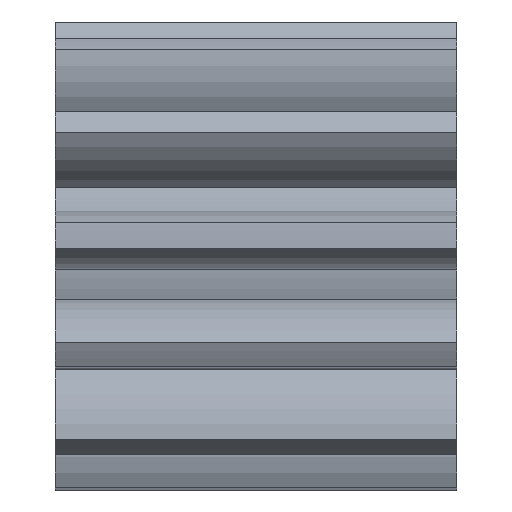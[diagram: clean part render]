
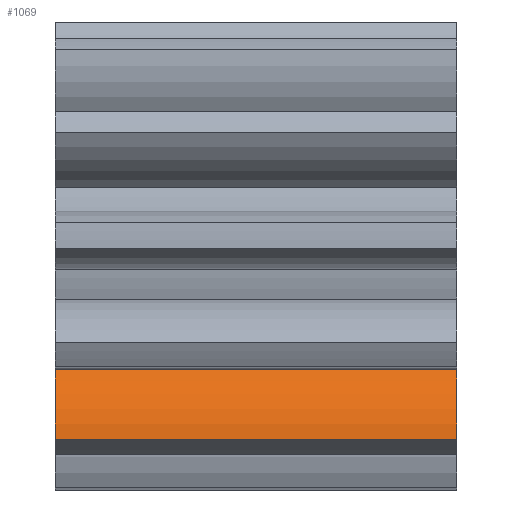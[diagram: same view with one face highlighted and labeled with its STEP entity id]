
A CAD part, left-side view. The second image highlights one B-rep face of the part: STEP entity #1069.
In plain terms, the highlighted cylindrical face has radius 3 mm (diameter 6 mm), a partial arc.
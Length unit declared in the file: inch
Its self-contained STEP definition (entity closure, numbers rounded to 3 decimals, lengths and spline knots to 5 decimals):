
#51=FACE_OUTER_BOUND('',#109,.T.);
#109=EDGE_LOOP('',(#765,#766,#767,#768));
#172=LINE('',#1850,#236);
#173=LINE('',#1856,#237);
#236=VECTOR('',#1480,0.5);
#237=VECTOR('',#1487,0.5);
#325=CIRCLE('',#1204,0.11811);
#326=CIRCLE('',#1205,0.11811);
#435=VERTEX_POINT('',#1847);
#436=VERTEX_POINT('',#1849);
#437=VERTEX_POINT('',#1853);
#438=VERTEX_POINT('',#1855);
#571=EDGE_CURVE('',#436,#435,#172,.T.);
#573=EDGE_CURVE('',#435,#437,#325,.T.);
#574=EDGE_CURVE('',#438,#437,#173,.T.);
#575=EDGE_CURVE('',#436,#438,#326,.T.);
#765=ORIENTED_EDGE('',*,*,#573,.T.);
#766=ORIENTED_EDGE('',*,*,#574,.F.);
#767=ORIENTED_EDGE('',*,*,#575,.F.);
#768=ORIENTED_EDGE('',*,*,#571,.T.);
#1017=CYLINDRICAL_SURFACE('',#1203,0.11811);
#1069=ADVANCED_FACE('',(#51),#1017,.T.);
#1203=AXIS2_PLACEMENT_3D('',#1852,#1483,#1484);
#1204=AXIS2_PLACEMENT_3D('',#1854,#1485,#1486);
#1205=AXIS2_PLACEMENT_3D('',#1857,#1488,#1489);
#1480=DIRECTION('',(0.,-1.,0.));
#1483=DIRECTION('center_axis',(0.,-1.,0.));
#1484=DIRECTION('ref_axis',(0.,0.,-1.));
#1485=DIRECTION('center_axis',(0.,1.,0.));
#1486=DIRECTION('ref_axis',(0.,0.,1.));
#1487=DIRECTION('',(0.,-1.,0.));
#1488=DIRECTION('center_axis',(0.,1.,0.));
#1489=DIRECTION('ref_axis',(0.,0.,1.));
#1847=CARTESIAN_POINT('',(-0.18029,-0.25,-0.22905));
#1849=CARTESIAN_POINT('',(-0.18029,0.25,-0.22905));
#1850=CARTESIAN_POINT('',(-0.18029,0.25,-0.22905));
#1852=CARTESIAN_POINT('Origin',(-0.06222,0.25,-0.23209));
#1853=CARTESIAN_POINT('',(-0.13816,-0.25,-0.14163));
#1854=CARTESIAN_POINT('Origin',(-0.06222,-0.25,-0.23209));
#1855=CARTESIAN_POINT('',(-0.13816,0.25,-0.14163));
#1856=CARTESIAN_POINT('',(-0.13816,0.25,-0.14163));
#1857=CARTESIAN_POINT('Origin',(-0.06222,0.25,-0.23209));
